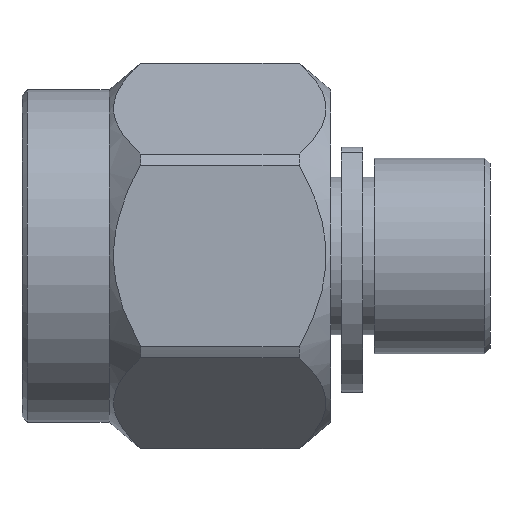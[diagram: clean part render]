
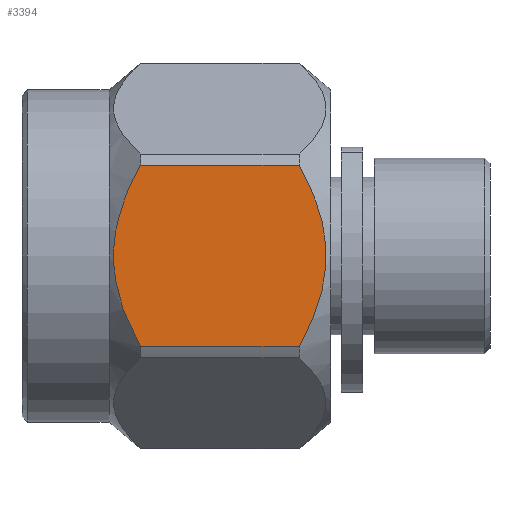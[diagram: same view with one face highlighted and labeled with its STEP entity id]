
A CAD part, front view. The second image highlights one B-rep face of the part: STEP entity #3394.
In plain terms, the highlighted planar face has unit normal (0, -1, 0).
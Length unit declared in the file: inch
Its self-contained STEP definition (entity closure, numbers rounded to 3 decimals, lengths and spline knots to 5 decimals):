
#11 = CARTESIAN_POINT ( 'NONE',  ( 0.54, -0.15625, -0.09021 ) ) ;
#122 = CARTESIAN_POINT ( 'NONE',  ( 0.25464, -0.15625, -0.08326 ) ) ;
#248 = CARTESIAN_POINT ( 'NONE',  ( 0.09203, -0.15625, -0.04605 ) ) ;
#293 = CARTESIAN_POINT ( 'NONE',  ( 0.09017, -0.15625, 0.04017 ) ) ;
#463 = CARTESIAN_POINT ( 'NONE',  ( 0.26183, -0.15625, -0.07043 ) ) ;
#478 = CARTESIAN_POINT ( 'NONE',  ( 0.27459, -0.15625, -0.03645 ) ) ;
#540 = CARTESIAN_POINT ( 'NONE',  ( 0.26802, -0.15625, 0.05713 ) ) ;
#563 = CARTESIAN_POINT ( 'NONE',  ( 0.10506, -0.15625, -0.07639 ) ) ;
#565 = CARTESIAN_POINT ( 'NONE',  ( 0.54, -0.15625, 0.08326 ) ) ;
#664 = CARTESIAN_POINT ( 'NONE',  ( 0.08472, -0.15624, 0.01451 ) ) ;
#687 = EDGE_CURVE ( 'NONE', #2531, #3213, #2518, .T. ) ;
#714 = FACE_OUTER_BOUND ( 'NONE', #2413, .T. ) ;
#811 = AXIS2_PLACEMENT_3D ( 'NONE', #11, #1751, #3190 ) ;
#877 = ORIENTED_EDGE ( 'NONE', *, *, #4276, .T. ) ;
#964 = DIRECTION ( 'NONE',  ( 1., 0., 0. ) ) ;
#967 = CARTESIAN_POINT ( 'NONE',  ( 0.08853, -0.15625, 0.03426 ) ) ;
#977 = VECTOR ( 'NONE', #3111, 39.37008 ) ;
#981 = CARTESIAN_POINT ( 'NONE',  ( 0.08924, -0.15625, 0.03698 ) ) ;
#1017 = EDGE_CURVE ( 'NONE', #2761, #1235, #3334, .T. ) ;
#1019 = CARTESIAN_POINT ( 'NONE',  ( 0.09087, -0.15625, 0.04245 ) ) ;
#1235 = VERTEX_POINT ( 'NONE', #2618 ) ;
#1277 = B_SPLINE_CURVE_WITH_KNOTS ( 'NONE', 3,
 ( #122, #463, #2600, #478, #3753, #4417, #3720, #1632, #4479, #4432, #3088, #540, #2676, #2028 ),
 .UNSPECIFIED., .F., .F.,
 ( 4, 2, 2, 2, 2, 2, 4 ),
 ( 0., 0.00111, 0.00166, 0.00221, 0.00277, 0.00332, 0.00443 ),
 .UNSPECIFIED. ) ;
#1632 = CARTESIAN_POINT ( 'NONE',  ( 0.27943, -0.15625, 0.00717 ) ) ;
#1650 = CARTESIAN_POINT ( 'NONE',  ( 0.0972, -0.15625, -0.05967 ) ) ;
#1669 = CARTESIAN_POINT ( 'NONE',  ( 0.09302, -0.15625, -0.04893 ) ) ;
#1685 = CARTESIAN_POINT ( 'NONE',  ( 0.0841, -0.15625, -0.01436 ) ) ;
#1700 = CARTESIAN_POINT ( 'NONE',  ( 0.08648, -0.15624, 0.02526 ) ) ;
#1713 = CARTESIAN_POINT ( 'NONE',  ( 0.1089, -0.15625, 0.08326 ) ) ;
#1745 = CARTESIAN_POINT ( 'NONE',  ( 0.25464, -0.15625, -0.08326 ) ) ;
#1751 = DIRECTION ( 'NONE',  ( 0., -1., 0. ) ) ;
#2007 = CARTESIAN_POINT ( 'NONE',  ( 0.10165, -0.15625, -0.06965 ) ) ;
#2028 = CARTESIAN_POINT ( 'NONE',  ( 0.25464, -0.15625, 0.08326 ) ) ;
#2154 = ORIENTED_EDGE ( 'NONE', *, *, #1017, .T. ) ;
#2352 = VECTOR ( 'NONE', #964, 39.37008 ) ;
#2404 = CARTESIAN_POINT ( 'NONE',  ( 0.08413, -0.15625, 0.00737 ) ) ;
#2413 = EDGE_LOOP ( 'NONE', ( #2154, #2682, #4565, #877 ) ) ;
#2422 = CARTESIAN_POINT ( 'NONE',  ( 0.09533, -0.15625, 0.05646 ) ) ;
#2504 = CARTESIAN_POINT ( 'NONE',  ( 0.1089, -0.15625, -0.08326 ) ) ;
#2518 = LINE ( 'NONE', #4147, #2352 ) ;
#2531 = VERTEX_POINT ( 'NONE', #2504 ) ;
#2571 = CARTESIAN_POINT ( 'NONE',  ( 0.25464, -0.15625, 0.08326 ) ) ;
#2600 = CARTESIAN_POINT ( 'NONE',  ( 0.26797, -0.15625, -0.05722 ) ) ;
#2618 = CARTESIAN_POINT ( 'NONE',  ( 0.1089, -0.15625, 0.08326 ) ) ;
#2676 = CARTESIAN_POINT ( 'NONE',  ( 0.26185, -0.15625, 0.0704 ) ) ;
#2680 = CARTESIAN_POINT ( 'NONE',  ( 0.1089, -0.15625, -0.08326 ) ) ;
#2682 = ORIENTED_EDGE ( 'NONE', *, *, #3852, .F. ) ;
#2701 = CARTESIAN_POINT ( 'NONE',  ( 0.09582, -0.15625, -0.05635 ) ) ;
#2718 = CARTESIAN_POINT ( 'NONE',  ( 0.08721, -0.15624, 0.02885 ) ) ;
#2760 = CARTESIAN_POINT ( 'NONE',  ( 0.08643, -0.15625, -0.02848 ) ) ;
#2761 = VERTEX_POINT ( 'NONE', #2571 ) ;
#3088 = CARTESIAN_POINT ( 'NONE',  ( 0.27466, -0.15625, 0.0362 ) ) ;
#3111 = DIRECTION ( 'NONE',  ( -1., 0., 0. ) ) ;
#3122 = CARTESIAN_POINT ( 'NONE',  ( 0.09163, -0.15625, -0.04482 ) ) ;
#3190 = DIRECTION ( 'NONE',  ( 0., 0., -1. ) ) ;
#3213 = VERTEX_POINT ( 'NONE', #1745 ) ;
#3334 = LINE ( 'NONE', #565, #977 ) ;
#3394 = ADVANCED_FACE ( 'NONE', ( #714 ), #3824, .T. ) ;
#3401 = CARTESIAN_POINT ( 'NONE',  ( 0.09393, -0.15625, -0.0514 ) ) ;
#3434 = CARTESIAN_POINT ( 'NONE',  ( 0.09059, -0.15625, 0.04154 ) ) ;
#3720 = CARTESIAN_POINT ( 'NONE',  ( 0.27942, -0.15625, -0.00743 ) ) ;
#3753 = CARTESIAN_POINT ( 'NONE',  ( 0.27636, -0.15625, -0.02937 ) ) ;
#3789 = CARTESIAN_POINT ( 'NONE',  ( 0.09136, -0.15625, -0.044 ) ) ;
#3803 = CARTESIAN_POINT ( 'NONE',  ( 0.09103, -0.15625, 0.04296 ) ) ;
#3824 = PLANE ( 'NONE',  #811 ) ;
#3852 = EDGE_CURVE ( 'NONE', #2531, #1235, #4416, .T. ) ;
#4147 = CARTESIAN_POINT ( 'NONE',  ( 0.54, -0.15625, -0.08326 ) ) ;
#4276 = EDGE_CURVE ( 'NONE', #3213, #2761, #1277, .T. ) ;
#4416 = B_SPLINE_CURVE_WITH_KNOTS ( 'NONE', 3,
 ( #2680, #563, #2007, #1650, #2701, #3401, #1669, #248, #3122, #3789, #4515, #2760, #1685, #2404, #664, #1700, #2718, #967, #981, #293, #3434, #1019, #3803, #2422, #4498, #1713 ),
 .UNSPECIFIED., .F., .F.,
 ( 4, 2, 2, 1, 1, 2, 2, 2, 2, 2, 1, 1, 2, 2, 4 ),
 ( 0., 0.125, 0.1875, 0.21875, 0.23438, 0.24219, 0.25, 0.5, 0.625, 0.6875, 0.71875, 0.73438, 0.74219, 0.75, 1. ),
 .UNSPECIFIED. ) ;
#4417 = CARTESIAN_POINT ( 'NONE',  ( 0.27879, -0.15625, -0.0148 ) ) ;
#4432 = CARTESIAN_POINT ( 'NONE',  ( 0.27644, -0.15625, 0.02899 ) ) ;
#4479 = CARTESIAN_POINT ( 'NONE',  ( 0.27883, -0.15625, 0.01446 ) ) ;
#4498 = CARTESIAN_POINT ( 'NONE',  ( 0.10124, -0.15625, 0.06959 ) ) ;
#4515 = CARTESIAN_POINT ( 'NONE',  ( 0.09124, -0.15625, -0.04364 ) ) ;
#4565 = ORIENTED_EDGE ( 'NONE', *, *, #687, .T. ) ;
